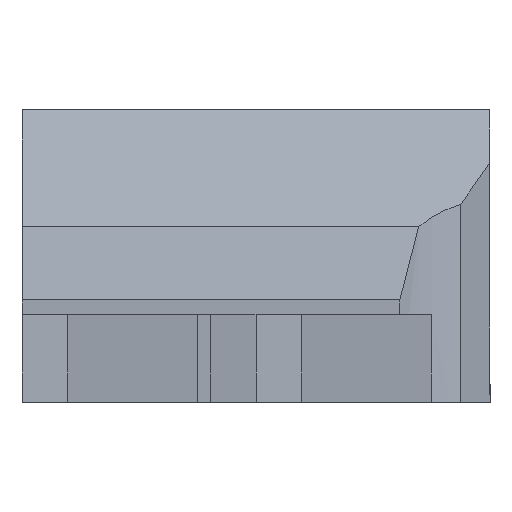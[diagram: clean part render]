
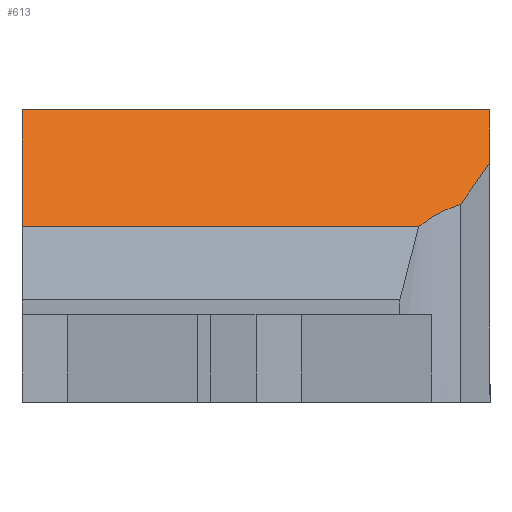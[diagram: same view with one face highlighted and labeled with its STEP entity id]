
A CAD part, left-side view. The second image highlights one B-rep face of the part: STEP entity #613.
In plain terms, the highlighted planar face has unit normal (-0.707, 0, 0.707).
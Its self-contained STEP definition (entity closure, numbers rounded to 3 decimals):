
#13 = LINE ( 'NONE', #504, #1333 ) ;
#167 = DIRECTION ( 'NONE',  ( -0.707, 0., -0.707 ) ) ;
#189 = EDGE_CURVE ( 'NONE', #2432, #918, #1778, .T. ) ;
#209 = EDGE_CURVE ( 'NONE', #1090, #978, #727, .T. ) ;
#234 = AXIS2_PLACEMENT_3D ( 'NONE', #1773, #583, #1987 ) ;
#388 = DIRECTION ( 'NONE',  ( 0., -1., 0. ) ) ;
#425 = CARTESIAN_POINT ( 'NONE',  ( -98.979, -5.987, 6.351 ) ) ;
#447 = VERTEX_POINT ( 'NONE', #1489 ) ;
#453 = VECTOR ( 'NONE', #2061, 1000. ) ;
#455 = VECTOR ( 'NONE', #388, 1000. ) ;
#497 = LINE ( 'NONE', #2070, #547 ) ;
#504 = CARTESIAN_POINT ( 'NONE',  ( -97.665, -8., 7.665 ) ) ;
#547 = VECTOR ( 'NONE', #902, 1000. ) ;
#583 = DIRECTION ( 'NONE',  ( -0.707, 0., 0.707 ) ) ;
#584 = DIRECTION ( 'NONE',  ( 0.707, 0., 0.707 ) ) ;
#613 = ADVANCED_FACE ( 'NONE', ( #2255 ), #1975, .T. ) ;
#629 = ORIENTED_EDGE ( 'NONE', *, *, #189, .T. ) ;
#716 = EDGE_CURVE ( 'NONE', #447, #2432, #1857, .T. ) ;
#727 = LINE ( 'NONE', #2686, #1406 ) ;
#778 = EDGE_CURVE ( 'NONE', #978, #447, #1042, .T. ) ;
#846 = ORIENTED_EDGE ( 'NONE', *, *, #2713, .T. ) ;
#902 = DIRECTION ( 'NONE',  ( 0., -1., 0. ) ) ;
#918 = VERTEX_POINT ( 'NONE', #975 ) ;
#953 = VERTEX_POINT ( 'NONE', #1200 ) ;
#975 = CARTESIAN_POINT ( 'NONE',  ( -97.132, -8., 8.198 ) ) ;
#978 = VERTEX_POINT ( 'NONE', #2364 ) ;
#1031 = ORIENTED_EDGE ( 'NONE', *, *, #778, .T. ) ;
#1042 = LINE ( 'NONE', #1230, #455 ) ;
#1083 = CARTESIAN_POINT ( 'NONE',  ( -98.56, -7., 6.77 ) ) ;
#1090 = VERTEX_POINT ( 'NONE', #2556 ) ;
#1200 = CARTESIAN_POINT ( 'NONE',  ( -95.33, -8., 10. ) ) ;
#1230 = CARTESIAN_POINT ( 'NONE',  ( -99.33, 135.206, 6. ) ) ;
#1333 = VECTOR ( 'NONE', #584, 1000. ) ;
#1406 = VECTOR ( 'NONE', #167, 1000. ) ;
#1489 = CARTESIAN_POINT ( 'NONE',  ( -99.33, -5.563, 6. ) ) ;
#1575 = EDGE_CURVE ( 'NONE', #1090, #953, #497, .T. ) ;
#1636 = CARTESIAN_POINT ( 'NONE',  ( -99.33, -5.563, 6. ) ) ;
#1711 = ORIENTED_EDGE ( 'NONE', *, *, #209, .T. ) ;
#1773 = CARTESIAN_POINT ( 'NONE',  ( -99.33, 135.206, 6. ) ) ;
#1778 = LINE ( 'NONE', #2761, #453 ) ;
#1857 =( BOUNDED_CURVE ( )  B_SPLINE_CURVE ( 3, ( #1636, #425, #2479, #1083 ),
 .UNSPECIFIED., .F., .F. ) 
 B_SPLINE_CURVE_WITH_KNOTS ( ( 4, 4 ),
 ( 5.591, 5.991 ),
 .UNSPECIFIED. ) 
 CURVE ( )  GEOMETRIC_REPRESENTATION_ITEM ( )  RATIONAL_B_SPLINE_CURVE ( ( 1., 0.987, 0.987, 1. ) ) 
 REPRESENTATION_ITEM ( '' )  );
#1975 = PLANE ( 'NONE',  #234 ) ;
#1987 = DIRECTION ( 'NONE',  ( -0.707, 0., -0.707 ) ) ;
#2003 = ORIENTED_EDGE ( 'NONE', *, *, #1575, .F. ) ;
#2061 = DIRECTION ( 'NONE',  ( 0.634, -0.444, 0.634 ) ) ;
#2070 = CARTESIAN_POINT ( 'NONE',  ( -95.33, 135.206, 10. ) ) ;
#2255 = FACE_OUTER_BOUND ( 'NONE', #2617, .T. ) ;
#2364 = CARTESIAN_POINT ( 'NONE',  ( -99.33, 8., 6. ) ) ;
#2432 = VERTEX_POINT ( 'NONE', #2527 ) ;
#2479 = CARTESIAN_POINT ( 'NONE',  ( -98.718, -6.473, 6.612 ) ) ;
#2527 = CARTESIAN_POINT ( 'NONE',  ( -98.56, -7., 6.77 ) ) ;
#2556 = CARTESIAN_POINT ( 'NONE',  ( -95.33, 8., 10. ) ) ;
#2617 = EDGE_LOOP ( 'NONE', ( #1711, #1031, #2752, #629, #846, #2003 ) ) ;
#2686 = CARTESIAN_POINT ( 'NONE',  ( -97.665, 8., 7.665 ) ) ;
#2713 = EDGE_CURVE ( 'NONE', #918, #953, #13, .T. ) ;
#2752 = ORIENTED_EDGE ( 'NONE', *, *, #716, .T. ) ;
#2761 = CARTESIAN_POINT ( 'NONE',  ( -153.865, 31.725, -48.535 ) ) ;
